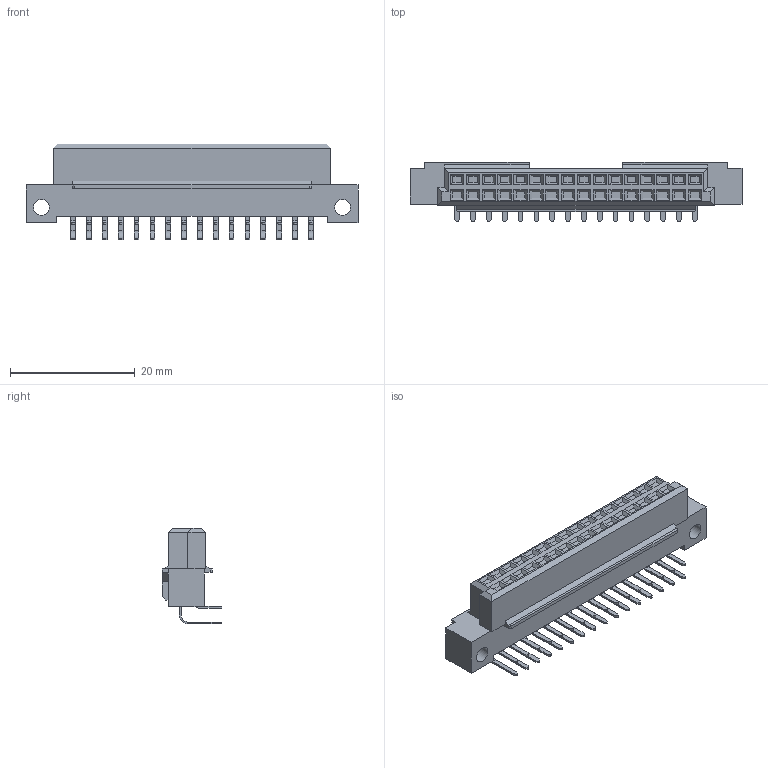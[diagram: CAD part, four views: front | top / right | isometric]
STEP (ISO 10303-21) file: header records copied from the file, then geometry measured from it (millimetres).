
FILE_DESCRIPTION(/* description */ (''),/* implementation_level */ '2;1');
FILE_NAME(/* name */ '100626123ugm000_a.stp',/* time_stamp */ '2022-04-26T16:36:49+02:00',/* author */ (''),/* organization */ (''),/* preprocessor_version */ 'ST-DEVELOPER v16.7',/* originating_system */ 'SIEMENS PLM Software NX 1911',/* authorisation */ '');
FILE_SCHEMA (('AUTOMOTIVE_DESIGN { 1 0 10303 214 3 1 1 1 }'));
Length unit declared in the file: millimetre
Products named in the file (1): 100626123ugm000_a
Bounding box: 53.2 x 9.59 x 15.38 mm (x, y, z)
Volume: 3274.4 mm3; surface area: 2657.6 mm2
Topology: 1 solids, 1 shells, 587 faces, 1553 edges, 1033 vertices
Faces by surface type: plane 487, cylinder 100
Full cylindrical faces by diameter (mm): 2.55 x2
Entity records: 20446 total; most frequent: CARTESIAN_POINT 3168, ORIENTED_EDGE 3098, DIRECTION 2925, EDGE_CURVE 1549, LINE 1349, VECTOR 1349, VERTEX_POINT 1030, AXIS2_PLACEMENT_3D 788
